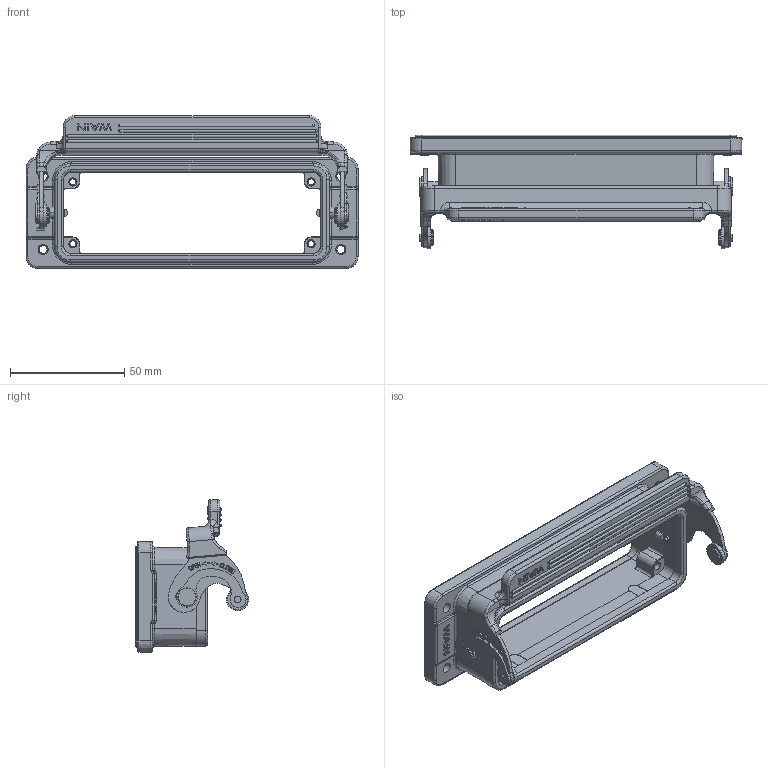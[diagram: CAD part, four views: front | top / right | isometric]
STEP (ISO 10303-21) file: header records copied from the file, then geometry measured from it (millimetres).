
FILE_DESCRIPTION((''),'2;1');
FILE_NAME('W24B-BK-1L_SC_ASM','2018-10-17T',('sy.ji'),(''),'PRO/ENGINEER BY PARAMETRIC TECHNOLOGY CORPORATION, 2014310','PRO/ENGINEER BY PARAMETRIC TECHNOLOGY CORPORATION, 2014310','');
FILE_SCHEMA(('CONFIG_CONTROL_DESIGN'));
Products named in the file (5): BREP_WITH_VOIDS_51321_1; MANIFOLD_SOLID_BREP_51483_1; MANIFOLD_SOLID_BREP_51645_1; 24B-TPR_32_1_1_1; W24B-BK-1L_SC_ASM
Assembly tree (4 placements, depth 2):
  W24B-BK-1L_SC_ASM
    BREP_WITH_VOIDS_51321_1
    MANIFOLD_SOLID_BREP_51483_1
    MANIFOLD_SOLID_BREP_51645_1
    24B-TPR_32_1_1_1
Bounding box: 144.99 x 49.62 x 66.73 mm (x, y, z)
Volume: 67905.9 mm3; surface area: 59305.5 mm2
Topology: 4 solids, 20 shells, 1782 faces, 5049 edges, 3302 vertices
Faces by surface type: plane 738, cylinder 458, extrusion 264, torus 112, cone 106, sphere 58, bspline 46
Entity records: 70469 total; most frequent: CARTESIAN_POINT 17695, ORIENTED_EDGE 9920, DIRECTION 8608, EDGE_CURVE 4987, VERTEX_POINT 3302, VECTOR 2884, AXIS2_PLACEMENT_3D 2862, LINE 2620
